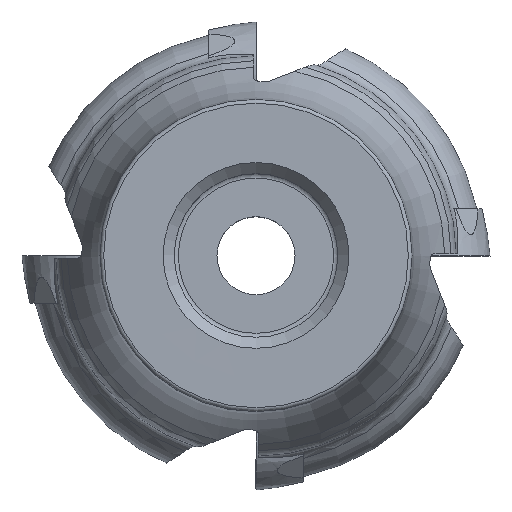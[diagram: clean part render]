
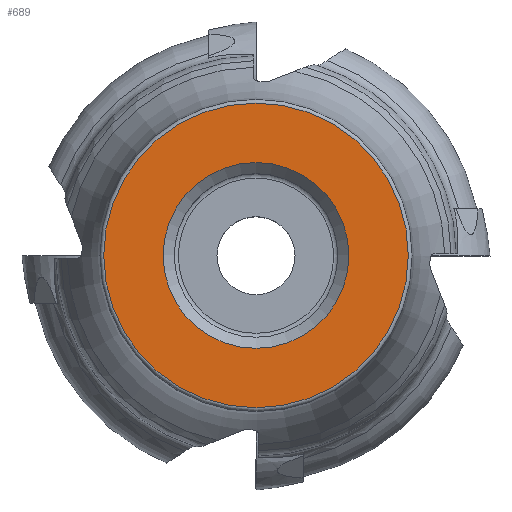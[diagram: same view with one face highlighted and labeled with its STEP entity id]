
A CAD part, top view. The second image highlights one B-rep face of the part: STEP entity #689.
In plain terms, the highlighted conical face has half-angle 89.972 degrees and reference radius 20.5 mm.
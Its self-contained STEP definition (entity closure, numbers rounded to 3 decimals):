
#334=CONICAL_SURFACE('',#4968,20.5,89.972);
#689=ADVANCED_FACE('',(#1066,#1067),#334,.F.);
#1066=FACE_BOUND('',#1228,.T.);
#1067=FACE_BOUND('',#1229,.T.);
#1228=EDGE_LOOP('',(#2315));
#1229=EDGE_LOOP('',(#2316));
#1558=CIRCLE('',#4965,20.5);
#1559=CIRCLE('',#4967,12.501);
#2315=ORIENTED_EDGE('',*,*,#4015,.F.);
#2316=ORIENTED_EDGE('',*,*,#4014,.T.);
#3527=VERTEX_POINT('',#7660);
#3528=VERTEX_POINT('',#7663);
#4014=EDGE_CURVE('',#3527,#3527,#1558,.T.);
#4015=EDGE_CURVE('',#3528,#3528,#1559,.T.);
#4965=AXIS2_PLACEMENT_3D('',#7659,#5643,#5644);
#4967=AXIS2_PLACEMENT_3D('',#7662,#5647,#5648);
#4968=AXIS2_PLACEMENT_3D('',#7664,#5649,#5650);
#5643=DIRECTION('',(0.,0.,1.));
#5644=DIRECTION('',(1.,0.,0.));
#5647=DIRECTION('',(0.,0.,1.));
#5648=DIRECTION('',(1.,0.,0.));
#5649=DIRECTION('',(0.,0.,1.));
#5650=DIRECTION('',(1.,0.,0.));
#7659=CARTESIAN_POINT('',(0.,0.,0.01));
#7660=CARTESIAN_POINT('',(20.5,0.,0.01));
#7662=CARTESIAN_POINT('',(0.,0.,0.006));
#7663=CARTESIAN_POINT('',(12.501,0.,0.006));
#7664=CARTESIAN_POINT('',(0.,0.,0.01));
